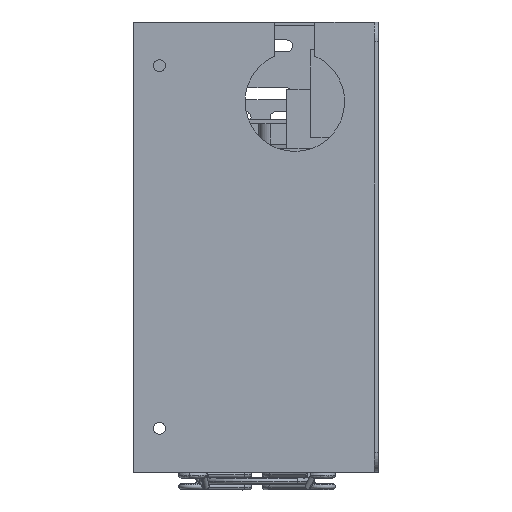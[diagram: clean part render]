
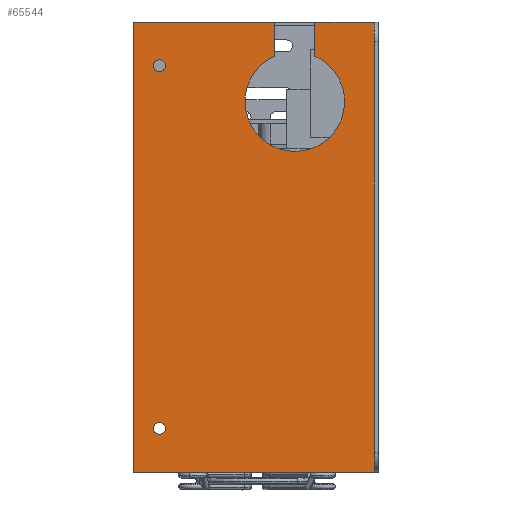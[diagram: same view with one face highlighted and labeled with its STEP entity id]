
A CAD part, left-side view. The second image highlights one B-rep face of the part: STEP entity #65544.
In plain terms, the highlighted planar face has unit normal (-1, 0, 0).
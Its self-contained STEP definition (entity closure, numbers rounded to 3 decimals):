
#1265 = PLANE ( 'NONE',  #36243 ) ;
#1665 = CIRCLE ( 'NONE', #55419, 1.5 ) ;
#1867 = ORIENTED_EDGE ( 'NONE', *, *, #41483, .F. ) ;
#2706 = VECTOR ( 'NONE', #82338, 1000. ) ;
#4865 = CARTESIAN_POINT ( 'NONE',  ( 14., 16., 104.456 ) ) ;
#5028 = EDGE_CURVE ( 'NONE', #41663, #11600, #18084, .T. ) ;
#5294 = CARTESIAN_POINT ( 'NONE',  ( 14., 1., 113. ) ) ;
#5505 = EDGE_CURVE ( 'NONE', #56714, #68084, #72261, .T. ) ;
#6286 = CARTESIAN_POINT ( 'NONE',  ( 14., 26., 113. ) ) ;
#8000 = FACE_OUTER_BOUND ( 'NONE', #87955, .T. ) ;
#8624 = EDGE_LOOP ( 'NONE', ( #34817, #68883 ) ) ;
#9897 = DIRECTION ( 'NONE',  ( 0., 0., 1. ) ) ;
#10135 = CARTESIAN_POINT ( 'NONE',  ( 14., 0., 113. ) ) ;
#10913 = CARTESIAN_POINT ( 'NONE',  ( 14., 55., 11. ) ) ;
#11600 = VERTEX_POINT ( 'NONE', #44621 ) ;
#12079 = DIRECTION ( 'NONE',  ( 0., 0., 1. ) ) ;
#12287 = CIRCLE ( 'NONE', #66074, 12.5 ) ;
#15035 = CARTESIAN_POINT ( 'NONE',  ( 14., 55., 100.5 ) ) ;
#16701 = DIRECTION ( 'NONE',  ( -1., 0., 0. ) ) ;
#17361 = EDGE_CURVE ( 'NONE', #85489, #20821, #71219, .T. ) ;
#18084 = LINE ( 'NONE', #84526, #45981 ) ;
#18134 = CARTESIAN_POINT ( 'NONE',  ( 14., 1., 0. ) ) ;
#19032 = DIRECTION ( 'NONE',  ( 0., 0., -1. ) ) ;
#19991 = CARTESIAN_POINT ( 'NONE',  ( 14., 61.5, 113. ) ) ;
#20320 = EDGE_CURVE ( 'NONE', #76677, #50310, #43402, .T. ) ;
#20821 = VERTEX_POINT ( 'NONE', #18134 ) ;
#24015 = CARTESIAN_POINT ( 'NONE',  ( 14., 0., 0. ) ) ;
#24491 = LINE ( 'NONE', #24015, #28453 ) ;
#24881 = CARTESIAN_POINT ( 'NONE',  ( 14., 16., 104.456 ) ) ;
#25072 = DIRECTION ( 'NONE',  ( -1., 0., 0. ) ) ;
#26021 = CARTESIAN_POINT ( 'NONE',  ( 14., 21., 93. ) ) ;
#28453 = VECTOR ( 'NONE', #84201, 1000. ) ;
#30908 = CARTESIAN_POINT ( 'NONE',  ( 14., 55., 12.5 ) ) ;
#31438 = CARTESIAN_POINT ( 'NONE',  ( 14., 55., 103.5 ) ) ;
#33473 = LINE ( 'NONE', #77304, #41405 ) ;
#34539 = VERTEX_POINT ( 'NONE', #81728 ) ;
#34777 = EDGE_CURVE ( 'NONE', #68084, #56714, #1665, .T. ) ;
#34817 = ORIENTED_EDGE ( 'NONE', *, *, #5505, .F. ) ;
#35852 = EDGE_CURVE ( 'NONE', #41663, #86451, #81394, .T. ) ;
#36243 = AXIS2_PLACEMENT_3D ( 'NONE', #60421, #81183, #9897 ) ;
#38288 = FACE_BOUND ( 'NONE', #53970, .T. ) ;
#40708 = AXIS2_PLACEMENT_3D ( 'NONE', #42176, #50830, #94196 ) ;
#41069 = EDGE_CURVE ( 'NONE', #86451, #34539, #33473, .T. ) ;
#41162 = DIRECTION ( 'NONE',  ( 0., 0., -1. ) ) ;
#41405 = VECTOR ( 'NONE', #19032, 1000. ) ;
#41483 = EDGE_CURVE ( 'NONE', #11600, #66898, #12287, .T. ) ;
#41663 = VERTEX_POINT ( 'NONE', #6286 ) ;
#42176 = CARTESIAN_POINT ( 'NONE',  ( 14., 55., 102. ) ) ;
#43362 = ORIENTED_EDGE ( 'NONE', *, *, #5028, .F. ) ;
#43402 = CIRCLE ( 'NONE', #74215, 1.5 ) ;
#44612 = ORIENTED_EDGE ( 'NONE', *, *, #41069, .T. ) ;
#44621 = CARTESIAN_POINT ( 'NONE',  ( 14., 26., 104.456 ) ) ;
#44775 = CARTESIAN_POINT ( 'NONE',  ( 14., 0., 113. ) ) ;
#45981 = VECTOR ( 'NONE', #41162, 1000. ) ;
#46063 = CARTESIAN_POINT ( 'NONE',  ( 14., 55., 11. ) ) ;
#46183 = VECTOR ( 'NONE', #54392, 1000. ) ;
#47270 = ORIENTED_EDGE ( 'NONE', *, *, #20320, .F. ) ;
#50310 = VERTEX_POINT ( 'NONE', #15035 ) ;
#50830 = DIRECTION ( 'NONE',  ( -1., 0., 0. ) ) ;
#51730 = ORIENTED_EDGE ( 'NONE', *, *, #64557, .F. ) ;
#53774 = LINE ( 'NONE', #24881, #54060 ) ;
#53970 = EDGE_LOOP ( 'NONE', ( #47270, #51730 ) ) ;
#54060 = VECTOR ( 'NONE', #75470, 1000. ) ;
#54392 = DIRECTION ( 'NONE',  ( 0., 1., 0. ) ) ;
#55125 = ORIENTED_EDGE ( 'NONE', *, *, #17361, .F. ) ;
#55419 = AXIS2_PLACEMENT_3D ( 'NONE', #10913, #55645, #85034 ) ;
#55645 = DIRECTION ( 'NONE',  ( -1., 0., 0. ) ) ;
#56714 = VERTEX_POINT ( 'NONE', #30908 ) ;
#59488 = EDGE_CURVE ( 'NONE', #66898, #64851, #53774, .T. ) ;
#60421 = CARTESIAN_POINT ( 'NONE',  ( 14., 0., 113. ) ) ;
#60643 = ORIENTED_EDGE ( 'NONE', *, *, #87084, .F. ) ;
#61080 = CARTESIAN_POINT ( 'NONE',  ( 14., 55., 9.5 ) ) ;
#63794 = DIRECTION ( 'NONE',  ( 0., 0., 1. ) ) ;
#64557 = EDGE_CURVE ( 'NONE', #50310, #76677, #74546, .T. ) ;
#64851 = VERTEX_POINT ( 'NONE', #84942 ) ;
#65544 = ADVANCED_FACE ( 'NONE', ( #8000, #68132, #38288 ), #1265, .T. ) ;
#66074 = AXIS2_PLACEMENT_3D ( 'NONE', #26021, #25072, #12079 ) ;
#66898 = VERTEX_POINT ( 'NONE', #4865 ) ;
#68084 = VERTEX_POINT ( 'NONE', #61080 ) ;
#68132 = FACE_BOUND ( 'NONE', #8624, .T. ) ;
#68883 = ORIENTED_EDGE ( 'NONE', *, *, #34777, .F. ) ;
#71219 = LINE ( 'NONE', #5294, #84575 ) ;
#72261 = CIRCLE ( 'NONE', #87903, 1.5 ) ;
#73018 = ORIENTED_EDGE ( 'NONE', *, *, #93584, .T. ) ;
#74189 = LINE ( 'NONE', #10135, #46183 ) ;
#74215 = AXIS2_PLACEMENT_3D ( 'NONE', #87396, #85480, #63794 ) ;
#74546 = CIRCLE ( 'NONE', #40708, 1.5 ) ;
#75450 = DIRECTION ( 'NONE',  ( 0., 0., 1. ) ) ;
#75470 = DIRECTION ( 'NONE',  ( 0., 0., 1. ) ) ;
#76677 = VERTEX_POINT ( 'NONE', #31438 ) ;
#77304 = CARTESIAN_POINT ( 'NONE',  ( 14., 61.5, 113. ) ) ;
#79086 = CARTESIAN_POINT ( 'NONE',  ( 14., 1., 113. ) ) ;
#79287 = ORIENTED_EDGE ( 'NONE', *, *, #59488, .F. ) ;
#79400 = DIRECTION ( 'NONE',  ( 0., 0., -1. ) ) ;
#81183 = DIRECTION ( 'NONE',  ( -1., 0., 0. ) ) ;
#81394 = LINE ( 'NONE', #44775, #2706 ) ;
#81728 = CARTESIAN_POINT ( 'NONE',  ( 14., 61.5, 0. ) ) ;
#82338 = DIRECTION ( 'NONE',  ( 0., 1., 0. ) ) ;
#84201 = DIRECTION ( 'NONE',  ( 0., 1., 0. ) ) ;
#84526 = CARTESIAN_POINT ( 'NONE',  ( 14., 26., 104.456 ) ) ;
#84575 = VECTOR ( 'NONE', #79400, 1000. ) ;
#84942 = CARTESIAN_POINT ( 'NONE',  ( 14., 16., 113. ) ) ;
#85034 = DIRECTION ( 'NONE',  ( 0., 0., 1. ) ) ;
#85480 = DIRECTION ( 'NONE',  ( -1., 0., 0. ) ) ;
#85489 = VERTEX_POINT ( 'NONE', #79086 ) ;
#85555 = ORIENTED_EDGE ( 'NONE', *, *, #35852, .T. ) ;
#86451 = VERTEX_POINT ( 'NONE', #19991 ) ;
#87084 = EDGE_CURVE ( 'NONE', #20821, #34539, #24491, .T. ) ;
#87396 = CARTESIAN_POINT ( 'NONE',  ( 14., 55., 102. ) ) ;
#87903 = AXIS2_PLACEMENT_3D ( 'NONE', #46063, #16701, #75450 ) ;
#87955 = EDGE_LOOP ( 'NONE', ( #79287, #1867, #43362, #85555, #44612, #60643, #55125, #73018 ) ) ;
#93584 = EDGE_CURVE ( 'NONE', #85489, #64851, #74189, .T. ) ;
#94196 = DIRECTION ( 'NONE',  ( 0., 0., 1. ) ) ;
